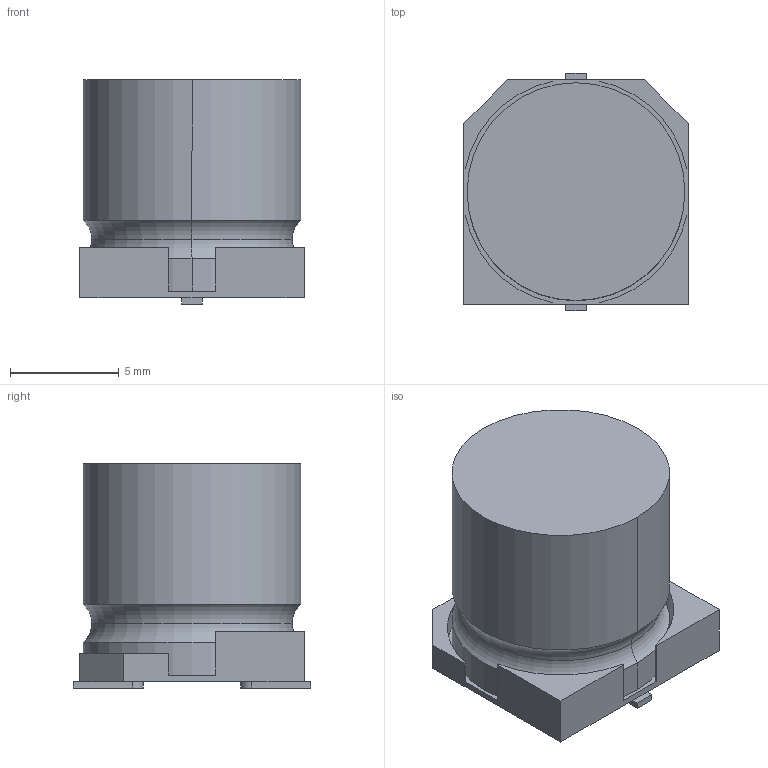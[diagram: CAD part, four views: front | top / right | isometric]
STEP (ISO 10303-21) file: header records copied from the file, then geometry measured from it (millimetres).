
FILE_DESCRIPTION(('FreeCAD Model'),'2;1');
FILE_NAME('CAPACITOR Nichicon UUX2A470MNL1GS.step','2017-03-17T09:41:16',('kicad StepUp'),('ksu MCAD') ,'Open CASCADE STEP processor 6.8','FreeCAD','Unknown');
FILE_SCHEMA(('AUTOMOTIVE_DESIGN_CC2 { 1 2 10303 214 -1 1 5 4 }'));
Length unit declared in the file: millimetre
Products named in the file (1): CAPACITOR_Nichicon_UUX2A470MNL1GS
Bounding box: 10.3 x 10.9 x 10.3 mm (x, y, z)
Volume: 807.3 mm3; surface area: 613.7 mm2
Topology: 1 solids, 1 shells, 46 faces, 119 edges, 76 vertices
Faces by surface type: plane 31, cylinder 11, torus 4
Entity records: 1412 total; most frequent: CARTESIAN_POINT 242, DIRECTION 241, ORIENTED_EDGE 238, EDGE_CURVE 119, LINE 91, VECTOR 91, VERTEX_POINT 76, AXIS2_PLACEMENT_3D 75
